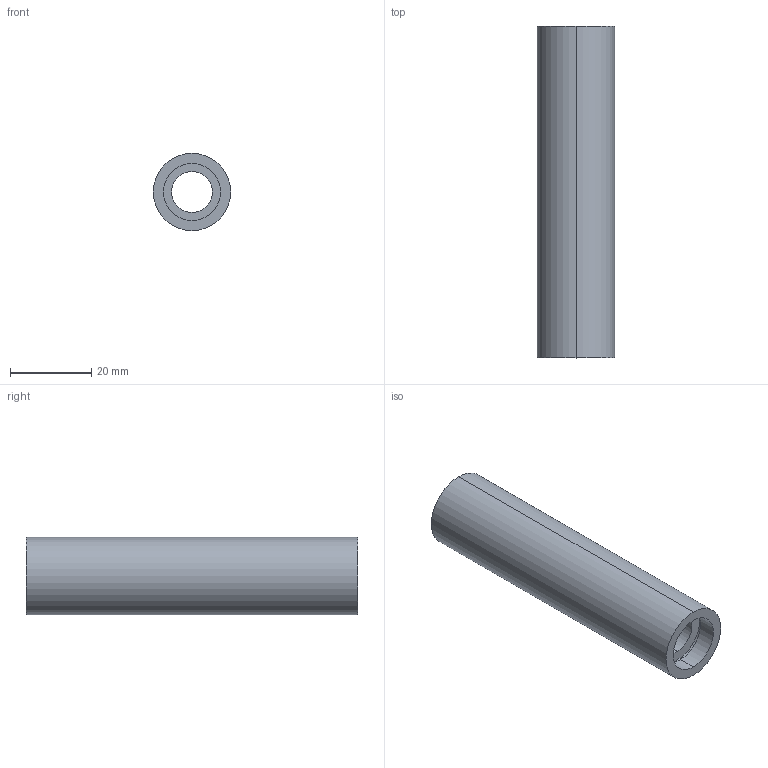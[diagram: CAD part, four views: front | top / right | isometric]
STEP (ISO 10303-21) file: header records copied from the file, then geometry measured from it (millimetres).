
FILE_DESCRIPTION (( 'STEP AP214' ), '1' );
FILE_NAME ('503094.STEP', '2019-09-11T07:39:38', ( '' ), ( '' ), 'SwSTEP 2.0', 'SolidWorks 2016', '' );
FILE_SCHEMA (( 'AUTOMOTIVE_DESIGN' ));
Length unit declared in the file: millimetre
Products named in the file (1): 503094
Bounding box: 19.05 x 81.7 x 19.05 mm (x, y, z)
Volume: 15945.1 mm3; surface area: 8112.8 mm2
Topology: 1 solids, 1 shells, 18 faces, 36 edges, 24 vertices
Faces by surface type: cylinder 12, plane 6
Entity records: 588 total; most frequent: DIRECTION 98, CARTESIAN_POINT 79, ORIENTED_EDGE 72, AXIS2_PLACEMENT_3D 43, EDGE_CURVE 36, VERTEX_POINT 24, EDGE_LOOP 24, CIRCLE 24
